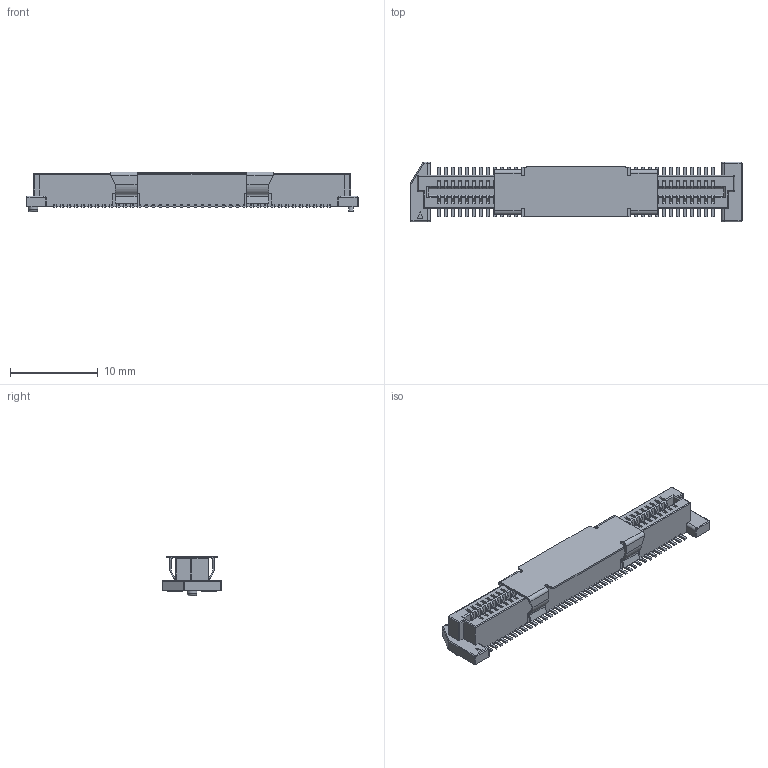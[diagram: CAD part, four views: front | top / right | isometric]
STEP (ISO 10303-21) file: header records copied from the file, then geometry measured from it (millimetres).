
FILE_DESCRIPTION(/* description */ ('Unknown'),/* implementation_level */ '2;1');
FILE_NAME(/* name */ '658803713080',/* time_stamp */ '2018-10-10T16:59:22+02:00',/* author */ ('Unknown'),/* organization */ ('Unknown'),/* preprocessor_version */ 'ST-DEVELOPER v16.7',/* originating_system */ 'DEX',/* authorisation */ $);
FILE_SCHEMA (('AUTOMOTIVE_DESIGN {1 0 10303 214 3 1 1}'));
Products named in the file (4): 658803713xxx; 658803713080_Housing; 658803713xxx_Pin; Large Cap
Assembly tree (82 placements, depth 2):
  658803713xxx
    658803713080_Housing
    658803713xxx_Pin  x80
    Large Cap
Bounding box: 37.8 x 6.8 x 4.55 mm (x, y, z)
Volume: 410.1 mm3; surface area: 2182.1 mm2
Topology: 82 solids, 82 shells, 4206 faces, 12052 edges, 7848 vertices
Faces by surface type: plane 3163, cylinder 1027, sphere 9, torus 7
Full cylindrical faces by diameter (mm): 1.1 x1
Entity records: 69003 total; most frequent: ORIENTED_EDGE 12390, CARTESIAN_POINT 12344, DIRECTION 11142, EDGE_CURVE 6195, LINE 5394, VECTOR 5394, VERTEX_POINT 4056, AXIS2_PLACEMENT_3D 2874
